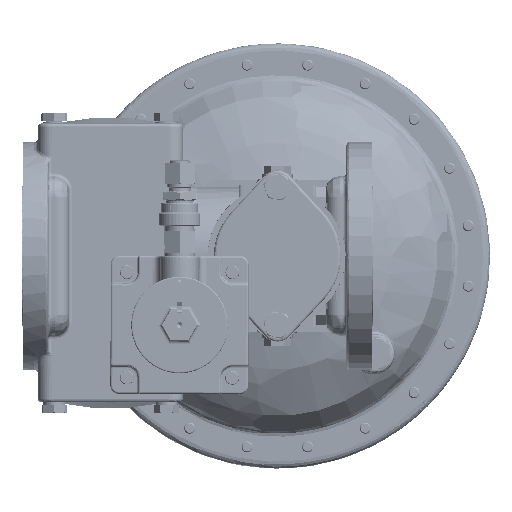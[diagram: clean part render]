
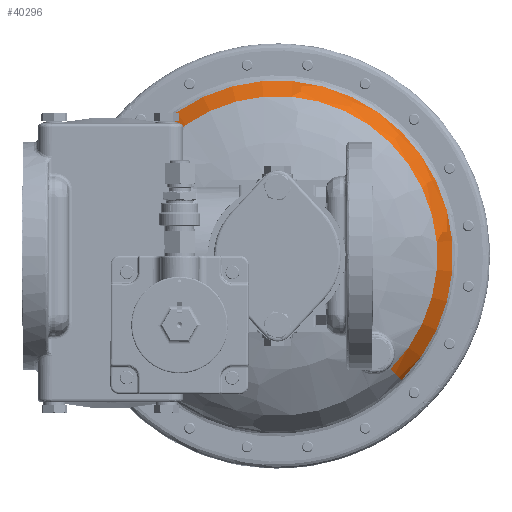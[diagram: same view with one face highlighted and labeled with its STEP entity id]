
A CAD part, front view. The second image highlights one B-rep face of the part: STEP entity #40296.
In plain terms, the highlighted free-form (B-spline) face has degree [3, 3] with [4, 4] control points.
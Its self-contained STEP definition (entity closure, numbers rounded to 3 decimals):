
#1017 = VERTEX_POINT ( 'NONE', #93008 ) ;
#1724 = CARTESIAN_POINT ( 'NONE',  ( 210.905, 153.667, -89.905 ) ) ;
#5923 = AXIS2_PLACEMENT_3D ( 'NONE', #193206, #94382, #209819 ) ;
#6618 = CARTESIAN_POINT ( 'NONE',  ( 31.095, 153.667, 89.905 ) ) ;
#16045 = AXIS2_PLACEMENT_3D ( 'NONE', #92534, #207967, #109159 ) ;
#16829 = ORIENTED_EDGE ( 'NONE', *, *, #206018, .T. ) ;
#18268 = CARTESIAN_POINT ( 'NONE',  ( 209.261, 147.274, 264.783 ) ) ;
#19337 = EDGE_CURVE ( 'NONE', #39129, #184909, #60671, .T. ) ;
#28887 = EDGE_CURVE ( 'NONE', #184909, #153261, #100033, .T. ) ;
#34920 = CARTESIAN_POINT ( 'NONE',  ( 209.261, 147.274, -88.261 ) ) ;
#39129 = VERTEX_POINT ( 'NONE', #61887 ) ;
#40296 = ADVANCED_FACE ( 'NONE', ( #188293 ), #159899, .T. ) ;
#41114 = AXIS2_PLACEMENT_3D ( 'NONE', #165822, #67007, #182385 ) ;
#51523 = CARTESIAN_POINT ( 'NONE',  ( 206.54, 141.663, 256.621 ) ) ;
#53870 = CARTESIAN_POINT ( 'NONE',  ( 184.323, 167.335, -63.323 ) ) ;
#60671 = CIRCLE ( 'NONE', #5923, 127.145 ) ;
#61887 = CARTESIAN_POINT ( 'NONE',  ( 210.905, 153.667, -89.905 ) ) ;
#65994 = CARTESIAN_POINT ( 'NONE',  ( 210.905, 153.667, 269.714 ) ) ;
#67007 = DIRECTION ( 'NONE',  ( 0.707, 0., 0.707 ) ) ;
#68147 = CARTESIAN_POINT ( 'NONE',  ( 206.54, 141.663, -85.54 ) ) ;
#70523 = DIRECTION ( 'NONE',  ( 0.707, 0., -0.707 ) ) ;
#75113 = CIRCLE ( 'NONE', #92980, 40. ) ;
#84690 = CARTESIAN_POINT ( 'NONE',  ( 202.915, 137.192, 245.746 ) ) ;
#92273 = EDGE_CURVE ( 'NONE', #39129, #1017, #75113, .T. ) ;
#92534 = CARTESIAN_POINT ( 'NONE',  ( 121., 137.192, 0. ) ) ;
#92980 = AXIS2_PLACEMENT_3D ( 'NONE', #53870, #169317, #70523 ) ;
#93008 = CARTESIAN_POINT ( 'NONE',  ( 202.915, 137.192, -81.915 ) ) ;
#94382 = DIRECTION ( 'NONE',  ( 0., -1., 0. ) ) ;
#100033 = CIRCLE ( 'NONE', #41114, 40. ) ;
#100588 = CARTESIAN_POINT ( 'NONE',  ( 390.714, 153.667, 89.905 ) ) ;
#101321 = CARTESIAN_POINT ( 'NONE',  ( 202.915, 137.192, -81.915 ) ) ;
#109159 = DIRECTION ( 'NONE',  ( -0.707, 0., 0.707 ) ) ;
#117191 = CARTESIAN_POINT ( 'NONE',  ( 32.739, 147.274, 88.261 ) ) ;
#133848 = CARTESIAN_POINT ( 'NONE',  ( 385.783, 147.274, 88.261 ) ) ;
#140461 = CARTESIAN_POINT ( 'NONE',  ( 39.085, 137.192, 81.915 ) ) ;
#140875 = ORIENTED_EDGE ( 'NONE', *, *, #19337, .T. ) ;
#150376 = CARTESIAN_POINT ( 'NONE',  ( 35.46, 141.663, 85.54 ) ) ;
#153261 = VERTEX_POINT ( 'NONE', #140461 ) ;
#159899 =( BOUNDED_SURFACE ( )  B_SPLINE_SURFACE ( 3, 3, ( 
 ( #199412, #65994, #100588, #1724 ),
 ( #117191, #18268, #133848, #34920 ),
 ( #150376, #51523, #166940, #68147 ),
 ( #183534, #84690, #200103, #101321 ) ),
 .UNSPECIFIED., .F., .F., .F. ) 
 B_SPLINE_SURFACE_WITH_KNOTS ( ( 4, 4 ),
 ( 4, 4 ),
 ( 0., 1. ),
 ( 0., 1. ),
 .UNSPECIFIED. ) 
 GEOMETRIC_REPRESENTATION_ITEM ( )  RATIONAL_B_SPLINE_SURFACE ( (
 ( 1., 0.333, 0.333, 1.),
 ( 0.979, 0.326, 0.326, 0.979),
 ( 0.979, 0.326, 0.326, 0.979),
 ( 1., 0.333, 0.333, 1.) ) ) 
 REPRESENTATION_ITEM ( '' )  SURFACE ( )  );
#165822 = CARTESIAN_POINT ( 'NONE',  ( 57.677, 167.335, 63.323 ) ) ;
#166940 = CARTESIAN_POINT ( 'NONE',  ( 377.621, 141.663, 85.54 ) ) ;
#168286 = EDGE_LOOP ( 'NONE', ( #187123, #140875, #193337, #16829 ) ) ;
#169317 = DIRECTION ( 'NONE',  ( -0.707, 0., -0.707 ) ) ;
#182036 = CIRCLE ( 'NONE', #16045, 115.846 ) ;
#182385 = DIRECTION ( 'NONE',  ( -0.707, 0., 0.707 ) ) ;
#183534 = CARTESIAN_POINT ( 'NONE',  ( 39.085, 137.192, 81.915 ) ) ;
#184909 = VERTEX_POINT ( 'NONE', #6618 ) ;
#187123 = ORIENTED_EDGE ( 'NONE', *, *, #92273, .F. ) ;
#188293 = FACE_OUTER_BOUND ( 'NONE', #168286, .T. ) ;
#193206 = CARTESIAN_POINT ( 'NONE',  ( 121., 153.667, 0. ) ) ;
#193337 = ORIENTED_EDGE ( 'NONE', *, *, #28887, .T. ) ;
#199412 = CARTESIAN_POINT ( 'NONE',  ( 31.095, 153.667, 89.905 ) ) ;
#200103 = CARTESIAN_POINT ( 'NONE',  ( 366.746, 137.192, 81.915 ) ) ;
#206018 = EDGE_CURVE ( 'NONE', #153261, #1017, #182036, .T. ) ;
#207967 = DIRECTION ( 'NONE',  ( 0., 1., 0. ) ) ;
#209819 = DIRECTION ( 'NONE',  ( -0.707, 0., 0.707 ) ) ;
